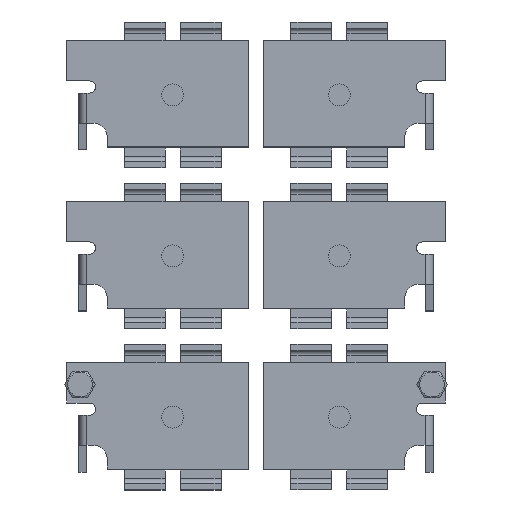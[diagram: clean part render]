
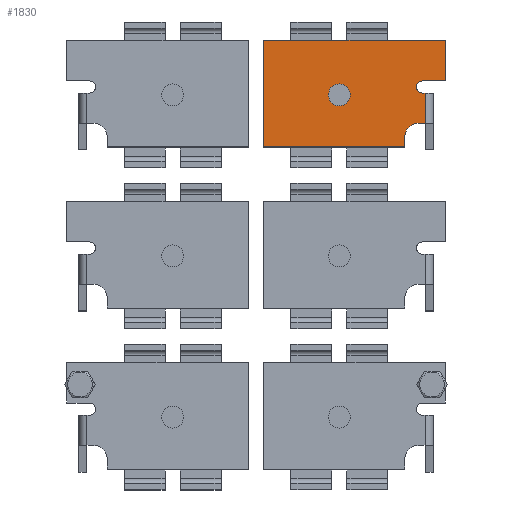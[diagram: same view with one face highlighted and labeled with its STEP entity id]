
A CAD part, top view. The second image highlights one B-rep face of the part: STEP entity #1830.
In plain terms, the highlighted planar face has unit normal (0, 0, 1).
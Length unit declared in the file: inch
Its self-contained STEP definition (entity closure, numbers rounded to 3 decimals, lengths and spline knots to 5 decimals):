
#146 = DIRECTION ( 'NONE',  ( -1., 0., 0. ) ) ;
#667 = ORIENTED_EDGE ( 'NONE', *, *, #22148, .T. ) ;
#1128 = VECTOR ( 'NONE', #16218, 39.37008 ) ;
#1772 = ORIENTED_EDGE ( 'NONE', *, *, #8499, .T. ) ;
#1784 = DIRECTION ( 'NONE',  ( 1., 0., 0. ) ) ;
#1830 = ADVANCED_FACE ( 'NONE', ( #36224, #36590 ), #16953, .F. ) ;
#2061 = VERTEX_POINT ( 'NONE', #36077 ) ;
#2108 = ORIENTED_EDGE ( 'NONE', *, *, #13919, .T. ) ;
#2621 = CARTESIAN_POINT ( 'NONE',  ( 2.27338, 5.97964, 0.73271 ) ) ;
#3740 = CARTESIAN_POINT ( 'NONE',  ( 5.27438, 7.06964, 0.73271 ) ) ;
#3919 = CIRCLE ( 'NONE', #30756, 0.18125 ) ;
#4377 = VECTOR ( 'NONE', #14216, 39.37008 ) ;
#4987 = AXIS2_PLACEMENT_3D ( 'NONE', #28351, #7804, #31150 ) ;
#5480 = VECTOR ( 'NONE', #23091, 39.37008 ) ;
#5629 = EDGE_LOOP ( 'NONE', ( #21062, #2108, #33695, #31789, #33594, #12393, #33209, #19566, #1772, #6127, #36975 ) ) ;
#6127 = ORIENTED_EDGE ( 'NONE', *, *, #25821, .T. ) ;
#6872 = VECTOR ( 'NONE', #22140, 39.37008 ) ;
#7254 = CARTESIAN_POINT ( 'NONE',  ( 4.60438, 6.15164, 0.73271 ) ) ;
#7804 = DIRECTION ( 'NONE',  ( 0., 0., -1. ) ) ;
#7857 = VECTOR ( 'NONE', #146, 39.37008 ) ;
#8090 = CARTESIAN_POINT ( 'NONE',  ( 4.93738, 6.36964, 0.73271 ) ) ;
#8315 = DIRECTION ( 'NONE',  ( 0., -1., 0. ) ) ;
#8499 = EDGE_CURVE ( 'NONE', #36656, #20818, #24492, .T. ) ;
#8847 = VERTEX_POINT ( 'NONE', #10052 ) ;
#9312 = EDGE_CURVE ( 'NONE', #34619, #34532, #18785, .T. ) ;
#9619 = VERTEX_POINT ( 'NONE', #7254 ) ;
#10052 = CARTESIAN_POINT ( 'NONE',  ( 2.27338, 7.74464, 0.73271 ) ) ;
#10160 = DIRECTION ( 'NONE',  ( 1., 0., 0. ) ) ;
#10670 = EDGE_CURVE ( 'NONE', #34619, #29514, #16173, .T. ) ;
#10798 = LINE ( 'NONE', #16405, #1128 ) ;
#10804 = CARTESIAN_POINT ( 'NONE',  ( 4.89438, 7.06964, 0.73271 ) ) ;
#11750 = CARTESIAN_POINT ( 'NONE',  ( 5.27438, 5.93164, 0.73271 ) ) ;
#11934 = EDGE_CURVE ( 'NONE', #8847, #29789, #17469, .T. ) ;
#12393 = ORIENTED_EDGE ( 'NONE', *, *, #9312, .F. ) ;
#12491 = CARTESIAN_POINT ( 'NONE',  ( 2.27338, 5.97964, 0.73271 ) ) ;
#13415 = EDGE_CURVE ( 'NONE', #29789, #20444, #13836, .T. ) ;
#13491 = CARTESIAN_POINT ( 'NONE',  ( 4.89438, 6.86964, 0.73271 ) ) ;
#13746 = DIRECTION ( 'NONE',  ( 0., 0., -1. ) ) ;
#13836 = LINE ( 'NONE', #2621, #4377 ) ;
#13919 = EDGE_CURVE ( 'NONE', #20444, #9619, #10798, .T. ) ;
#14216 = DIRECTION ( 'NONE',  ( 1., 0., 0. ) ) ;
#14348 = VECTOR ( 'NONE', #1784, 39.37008 ) ;
#14985 = CARTESIAN_POINT ( 'NONE',  ( 4.60438, 5.97964, 0.73271 ) ) ;
#15298 = DIRECTION ( 'NONE',  ( 1., 0., 0. ) ) ;
#15669 = CIRCLE ( 'NONE', #34779, 0.218 ) ;
#15890 = CARTESIAN_POINT ( 'NONE',  ( 4.82238, 6.36964, 0.73271 ) ) ;
#15983 = CARTESIAN_POINT ( 'NONE',  ( 2.27338, 6.86964, 0.73271 ) ) ;
#16064 = CARTESIAN_POINT ( 'NONE',  ( 4.89438, 7.06964, 0.73271 ) ) ;
#16173 = CIRCLE ( 'NONE', #18554, 0.1 ) ;
#16218 = DIRECTION ( 'NONE',  ( 0., 1., 0. ) ) ;
#16405 = CARTESIAN_POINT ( 'NONE',  ( 4.60438, 6.15164, 0.73271 ) ) ;
#16953 = PLANE ( 'NONE',  #4987 ) ;
#17469 = LINE ( 'NONE', #28500, #5480 ) ;
#18205 = DIRECTION ( 'NONE',  ( 0., 0., -1. ) ) ;
#18343 = CARTESIAN_POINT ( 'NONE',  ( 4.93738, 6.86964, 0.73271 ) ) ;
#18554 = AXIS2_PLACEMENT_3D ( 'NONE', #27407, #13746, #15298 ) ;
#18785 = LINE ( 'NONE', #15983, #14348 ) ;
#19163 = CARTESIAN_POINT ( 'NONE',  ( 5.27438, 7.74464, 0.73271 ) ) ;
#19566 = ORIENTED_EDGE ( 'NONE', *, *, #35019, .T. ) ;
#20412 = VECTOR ( 'NONE', #28361, 39.37008 ) ;
#20444 = VERTEX_POINT ( 'NONE', #14985 ) ;
#20818 = VERTEX_POINT ( 'NONE', #19163 ) ;
#21037 = EDGE_CURVE ( 'NONE', #34532, #27523, #25702, .T. ) ;
#21062 = ORIENTED_EDGE ( 'NONE', *, *, #13415, .T. ) ;
#22140 = DIRECTION ( 'NONE',  ( -1., 0., 0. ) ) ;
#22148 = EDGE_CURVE ( 'NONE', #2061, #2061, #3919, .T. ) ;
#22682 = VERTEX_POINT ( 'NONE', #15890 ) ;
#23091 = DIRECTION ( 'NONE',  ( 0., -1., 0. ) ) ;
#23498 = LINE ( 'NONE', #25743, #7857 ) ;
#23669 = CARTESIAN_POINT ( 'NONE',  ( 3.52338, 6.83864, 0.73271 ) ) ;
#24492 = LINE ( 'NONE', #11750, #28561 ) ;
#25202 = LINE ( 'NONE', #10804, #20412 ) ;
#25702 = LINE ( 'NONE', #33914, #29698 ) ;
#25743 = CARTESIAN_POINT ( 'NONE',  ( 2.27338, 7.74464, 0.73271 ) ) ;
#25821 = EDGE_CURVE ( 'NONE', #20818, #8847, #23498, .T. ) ;
#26410 = EDGE_CURVE ( 'NONE', #9619, #22682, #15669, .T. ) ;
#26477 = DIRECTION ( 'NONE',  ( 1., 0., 0. ) ) ;
#26845 = DIRECTION ( 'NONE',  ( 0., 0., -1. ) ) ;
#27407 = CARTESIAN_POINT ( 'NONE',  ( 4.89438, 6.96964, 0.73271 ) ) ;
#27523 = VERTEX_POINT ( 'NONE', #8090 ) ;
#27942 = LINE ( 'NONE', #28300, #6872 ) ;
#28300 = CARTESIAN_POINT ( 'NONE',  ( 2.27338, 6.36964, 0.73271 ) ) ;
#28351 = CARTESIAN_POINT ( 'NONE',  ( 2.27338, 7.74464, 0.73271 ) ) ;
#28361 = DIRECTION ( 'NONE',  ( 1., 0., 0. ) ) ;
#28500 = CARTESIAN_POINT ( 'NONE',  ( 2.27338, 5.93164, 0.73271 ) ) ;
#28561 = VECTOR ( 'NONE', #31559, 39.37008 ) ;
#29514 = VERTEX_POINT ( 'NONE', #16064 ) ;
#29698 = VECTOR ( 'NONE', #8315, 39.37008 ) ;
#29789 = VERTEX_POINT ( 'NONE', #12491 ) ;
#30756 = AXIS2_PLACEMENT_3D ( 'NONE', #23669, #26845, #26477 ) ;
#30897 = EDGE_LOOP ( 'NONE', ( #667 ) ) ;
#31150 = DIRECTION ( 'NONE',  ( -1., 0., 0. ) ) ;
#31559 = DIRECTION ( 'NONE',  ( 0., 1., 0. ) ) ;
#31789 = ORIENTED_EDGE ( 'NONE', *, *, #32884, .F. ) ;
#32587 = CARTESIAN_POINT ( 'NONE',  ( 4.82238, 6.15164, 0.73271 ) ) ;
#32884 = EDGE_CURVE ( 'NONE', #27523, #22682, #27942, .T. ) ;
#33209 = ORIENTED_EDGE ( 'NONE', *, *, #10670, .T. ) ;
#33594 = ORIENTED_EDGE ( 'NONE', *, *, #21037, .F. ) ;
#33695 = ORIENTED_EDGE ( 'NONE', *, *, #26410, .T. ) ;
#33914 = CARTESIAN_POINT ( 'NONE',  ( 4.93738, 7.74464, 0.73271 ) ) ;
#34532 = VERTEX_POINT ( 'NONE', #18343 ) ;
#34619 = VERTEX_POINT ( 'NONE', #13491 ) ;
#34779 = AXIS2_PLACEMENT_3D ( 'NONE', #32587, #18205, #10160 ) ;
#35019 = EDGE_CURVE ( 'NONE', #29514, #36656, #25202, .T. ) ;
#36077 = CARTESIAN_POINT ( 'NONE',  ( 3.70463, 6.83864, 0.73271 ) ) ;
#36224 = FACE_OUTER_BOUND ( 'NONE', #5629, .T. ) ;
#36590 = FACE_BOUND ( 'NONE', #30897, .T. ) ;
#36656 = VERTEX_POINT ( 'NONE', #3740 ) ;
#36975 = ORIENTED_EDGE ( 'NONE', *, *, #11934, .T. ) ;
